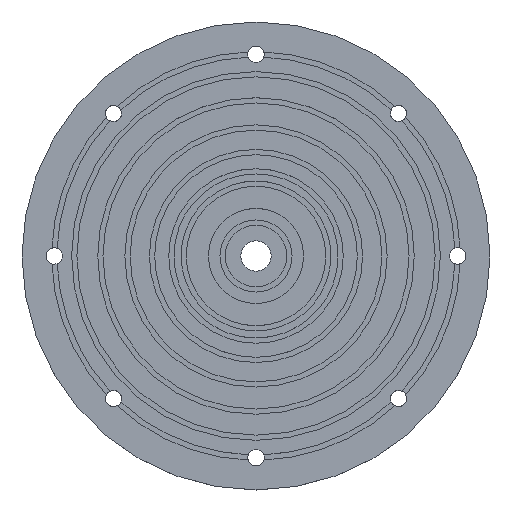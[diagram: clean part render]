
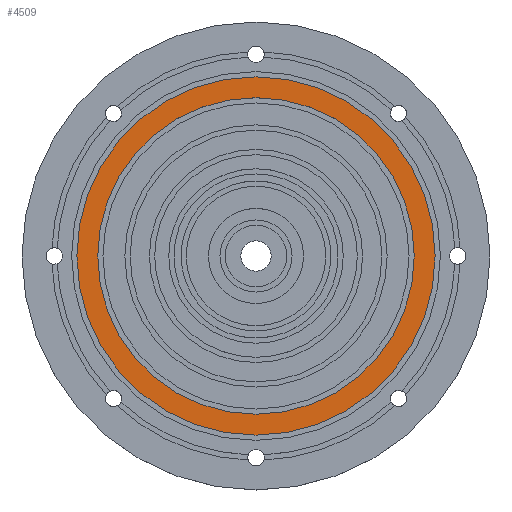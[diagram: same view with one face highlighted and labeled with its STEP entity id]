
A CAD part, top view. The second image highlights one B-rep face of the part: STEP entity #4509.
In plain terms, the highlighted planar face has unit normal (0, 0, 1).
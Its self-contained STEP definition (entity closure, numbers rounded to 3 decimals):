
#4349 = CYLINDRICAL_SURFACE('',#4350,17.15);
#4350 = AXIS2_PLACEMENT_3D('',#4351,#4352,#4353);
#4351 = CARTESIAN_POINT('',(0.,0.,2.2));
#4352 = DIRECTION('',(0.,0.,1.));
#4353 = DIRECTION('',(-1.,0.,0.));
#4399 = EDGE_CURVE('',#4400,#4400,#4402,.T.);
#4400 = VERTEX_POINT('',#4401);
#4401 = CARTESIAN_POINT('',(-17.15,0.,2.2));
#4402 = SURFACE_CURVE('',#4403,(#4408,#4415),.PCURVE_S1.);
#4403 = CIRCLE('',#4404,17.15);
#4404 = AXIS2_PLACEMENT_3D('',#4405,#4406,#4407);
#4405 = CARTESIAN_POINT('',(0.,0.,2.2));
#4406 = DIRECTION('',(0.,0.,1.));
#4407 = DIRECTION('',(-1.,0.,0.));
#4408 = PCURVE('',#4349,#4409);
#4409 = DEFINITIONAL_REPRESENTATION('',(#4410),#4414);
#4410 = LINE('',#4411,#4412);
#4411 = CARTESIAN_POINT('',(0.,0.));
#4412 = VECTOR('',#4413,1.);
#4413 = DIRECTION('',(1.,0.));
#4414 = ( GEOMETRIC_REPRESENTATION_CONTEXT(2) 
PARAMETRIC_REPRESENTATION_CONTEXT() REPRESENTATION_CONTEXT('2D SPACE',''
  ) );
#4415 = PCURVE('',#4416,#4421);
#4416 = PLANE('',#4417);
#4417 = AXIS2_PLACEMENT_3D('',#4418,#4419,#4420);
#4418 = CARTESIAN_POINT('',(0.,0.,2.2));
#4419 = DIRECTION('',(0.,0.,-1.));
#4420 = DIRECTION('',(1.,0.,0.));
#4421 = DEFINITIONAL_REPRESENTATION('',(#4422),#4430);
#4422 = ( BOUNDED_CURVE() B_SPLINE_CURVE(2,(#4423,#4424,#4425,#4426,
#4427,#4428,#4429),.UNSPECIFIED.,.F.,.F.) B_SPLINE_CURVE_WITH_KNOTS((1,2
    ,2,2,2,1),(-2.094,0.,2.094,4.189,
6.283,8.378),.UNSPECIFIED.) CURVE() 
GEOMETRIC_REPRESENTATION_ITEM() RATIONAL_B_SPLINE_CURVE((1.,0.5,1.,0.5,
1.,0.5,1.)) REPRESENTATION_ITEM('') );
#4423 = CARTESIAN_POINT('',(-17.15,0.));
#4424 = CARTESIAN_POINT('',(-17.15,29.705));
#4425 = CARTESIAN_POINT('',(8.575,14.852));
#4426 = CARTESIAN_POINT('',(34.3,0.));
#4427 = CARTESIAN_POINT('',(8.575,-14.852));
#4428 = CARTESIAN_POINT('',(-17.15,-29.705));
#4429 = CARTESIAN_POINT('',(-17.15,0.));
#4430 = ( GEOMETRIC_REPRESENTATION_CONTEXT(2) 
PARAMETRIC_REPRESENTATION_CONTEXT() REPRESENTATION_CONTEXT('2D SPACE',''
  ) );
#4509 = ADVANCED_FACE('',(#4510,#4513),#4416,.F.);
#4510 = FACE_BOUND('',#4511,.F.);
#4511 = EDGE_LOOP('',(#4512));
#4512 = ORIENTED_EDGE('',*,*,#4399,.F.);
#4513 = FACE_BOUND('',#4514,.F.);
#4514 = EDGE_LOOP('',(#4515));
#4515 = ORIENTED_EDGE('',*,*,#4516,.T.);
#4516 = EDGE_CURVE('',#4517,#4517,#4519,.T.);
#4517 = VERTEX_POINT('',#4518);
#4518 = CARTESIAN_POINT('',(-15.15,0.,2.2));
#4519 = SURFACE_CURVE('',#4520,(#4525,#4536),.PCURVE_S1.);
#4520 = CIRCLE('',#4521,15.15);
#4521 = AXIS2_PLACEMENT_3D('',#4522,#4523,#4524);
#4522 = CARTESIAN_POINT('',(0.,0.,2.2));
#4523 = DIRECTION('',(0.,0.,1.));
#4524 = DIRECTION('',(-1.,0.,0.));
#4525 = PCURVE('',#4416,#4526);
#4526 = DEFINITIONAL_REPRESENTATION('',(#4527),#4535);
#4527 = ( BOUNDED_CURVE() B_SPLINE_CURVE(2,(#4528,#4529,#4530,#4531,
#4532,#4533,#4534),.UNSPECIFIED.,.F.,.F.) B_SPLINE_CURVE_WITH_KNOTS((1,2
    ,2,2,2,1),(-2.094,0.,2.094,4.189,
6.283,8.378),.UNSPECIFIED.) CURVE() 
GEOMETRIC_REPRESENTATION_ITEM() RATIONAL_B_SPLINE_CURVE((1.,0.5,1.,0.5,
1.,0.5,1.)) REPRESENTATION_ITEM('') );
#4528 = CARTESIAN_POINT('',(-15.15,0.));
#4529 = CARTESIAN_POINT('',(-15.15,26.241));
#4530 = CARTESIAN_POINT('',(7.575,13.12));
#4531 = CARTESIAN_POINT('',(30.3,0.));
#4532 = CARTESIAN_POINT('',(7.575,-13.12));
#4533 = CARTESIAN_POINT('',(-15.15,-26.241));
#4534 = CARTESIAN_POINT('',(-15.15,0.));
#4535 = ( GEOMETRIC_REPRESENTATION_CONTEXT(2) 
PARAMETRIC_REPRESENTATION_CONTEXT() REPRESENTATION_CONTEXT('2D SPACE',''
  ) );
#4536 = PCURVE('',#4537,#4542);
#4537 = CYLINDRICAL_SURFACE('',#4538,15.15);
#4538 = AXIS2_PLACEMENT_3D('',#4539,#4540,#4541);
#4539 = CARTESIAN_POINT('',(0.,0.,2.2));
#4540 = DIRECTION('',(0.,0.,1.));
#4541 = DIRECTION('',(-1.,0.,0.));
#4542 = DEFINITIONAL_REPRESENTATION('',(#4543),#4547);
#4543 = LINE('',#4544,#4545);
#4544 = CARTESIAN_POINT('',(0.,0.));
#4545 = VECTOR('',#4546,1.);
#4546 = DIRECTION('',(1.,0.));
#4547 = ( GEOMETRIC_REPRESENTATION_CONTEXT(2) 
PARAMETRIC_REPRESENTATION_CONTEXT() REPRESENTATION_CONTEXT('2D SPACE',''
  ) );
